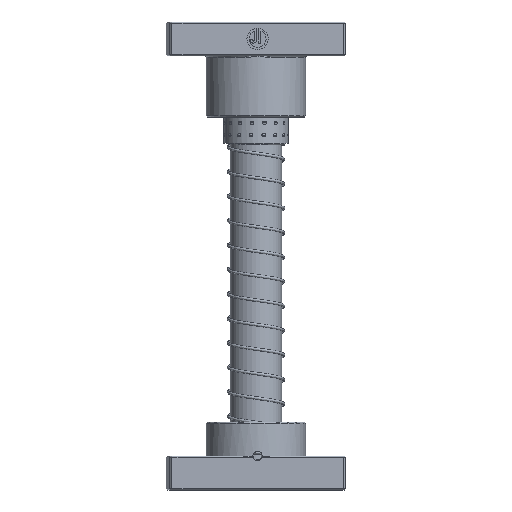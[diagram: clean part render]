
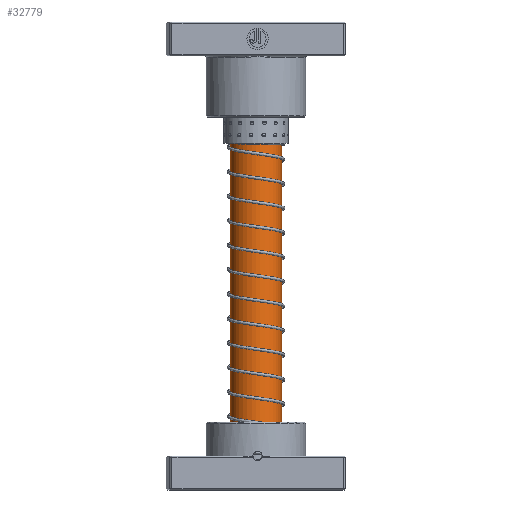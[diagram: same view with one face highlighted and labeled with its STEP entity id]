
A CAD part, front view. The second image highlights one B-rep face of the part: STEP entity #32779.
In plain terms, the highlighted cylindrical face has radius 19 mm (diameter 38 mm), a partial arc.
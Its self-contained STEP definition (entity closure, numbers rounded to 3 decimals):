
#3069 = CARTESIAN_POINT ( 'NONE',  ( 0., 0., 300. ) ) ;
#3470 = CARTESIAN_POINT ( 'NONE',  ( -19., 0., 296. ) ) ;
#3784 = AXIS2_PLACEMENT_3D ( 'NONE', #4236, #28895, #7810 ) ;
#4236 = CARTESIAN_POINT ( 'NONE',  ( 0., 0., 29.25 ) ) ;
#4378 = CARTESIAN_POINT ( 'NONE',  ( 19., 0., 296. ) ) ;
#4408 = FACE_OUTER_BOUND ( 'NONE', #34214, .T. ) ;
#5884 = VECTOR ( 'NONE', #13883, 1000. ) ;
#6951 = DIRECTION ( 'NONE',  ( 0., 0., -1. ) ) ;
#7810 = DIRECTION ( 'NONE',  ( -1., 0., 0. ) ) ;
#8068 = ORIENTED_EDGE ( 'NONE', *, *, #21099, .T. ) ;
#8153 = EDGE_CURVE ( 'NONE', #8363, #29708, #15288, .T. ) ;
#8363 = VERTEX_POINT ( 'NONE', #4378 ) ;
#9743 = EDGE_CURVE ( 'NONE', #35761, #34260, #12980, .T. ) ;
#11490 = ORIENTED_EDGE ( 'NONE', *, *, #8153, .F. ) ;
#12980 = LINE ( 'NONE', #32015, #31632 ) ;
#13883 = DIRECTION ( 'NONE',  ( 0., 0., -1. ) ) ;
#15288 = LINE ( 'NONE', #24201, #5884 ) ;
#15496 = CIRCLE ( 'NONE', #3784, 19. ) ;
#17742 = CARTESIAN_POINT ( 'NONE',  ( -19., 0., 29.25 ) ) ;
#19989 = CARTESIAN_POINT ( 'NONE',  ( 0., 0., 296. ) ) ;
#21099 = EDGE_CURVE ( 'NONE', #8363, #35761, #36763, .T. ) ;
#23513 = DIRECTION ( 'NONE',  ( 1., 0., 0. ) ) ;
#24201 = CARTESIAN_POINT ( 'NONE',  ( 19., 0., 300. ) ) ;
#25297 = AXIS2_PLACEMENT_3D ( 'NONE', #19989, #44622, #23513 ) ;
#28895 = DIRECTION ( 'NONE',  ( 0., 0., -1. ) ) ;
#29708 = VERTEX_POINT ( 'NONE', #31853 ) ;
#31446 = CYLINDRICAL_SURFACE ( 'NONE', #32388, 19. ) ;
#31579 = DIRECTION ( 'NONE',  ( -1., 0., 0. ) ) ;
#31632 = VECTOR ( 'NONE', #39264, 1000. ) ;
#31853 = CARTESIAN_POINT ( 'NONE',  ( 19., 0., 29.25 ) ) ;
#32015 = CARTESIAN_POINT ( 'NONE',  ( -19., 0., 300. ) ) ;
#32388 = AXIS2_PLACEMENT_3D ( 'NONE', #3069, #6951, #31579 ) ;
#32779 = ADVANCED_FACE ( 'NONE', ( #4408 ), #31446, .T. ) ;
#34214 = EDGE_LOOP ( 'NONE', ( #11490, #8068, #44279, #43167 ) ) ;
#34260 = VERTEX_POINT ( 'NONE', #17742 ) ;
#35761 = VERTEX_POINT ( 'NONE', #3470 ) ;
#36763 = CIRCLE ( 'NONE', #25297, 19. ) ;
#39264 = DIRECTION ( 'NONE',  ( 0., 0., -1. ) ) ;
#39606 = EDGE_CURVE ( 'NONE', #29708, #34260, #15496, .T. ) ;
#43167 = ORIENTED_EDGE ( 'NONE', *, *, #39606, .F. ) ;
#44279 = ORIENTED_EDGE ( 'NONE', *, *, #9743, .T. ) ;
#44622 = DIRECTION ( 'NONE',  ( 0., 0., -1. ) ) ;
